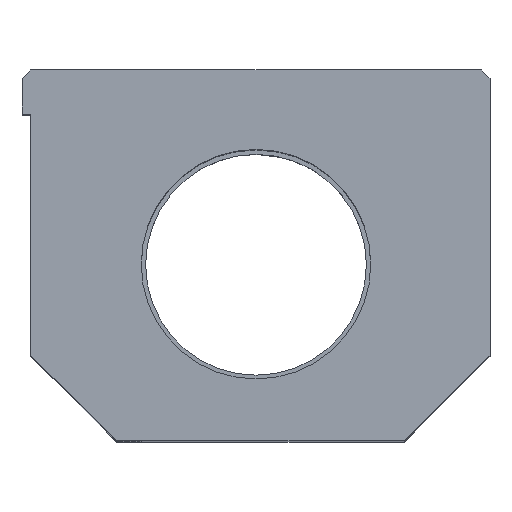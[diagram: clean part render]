
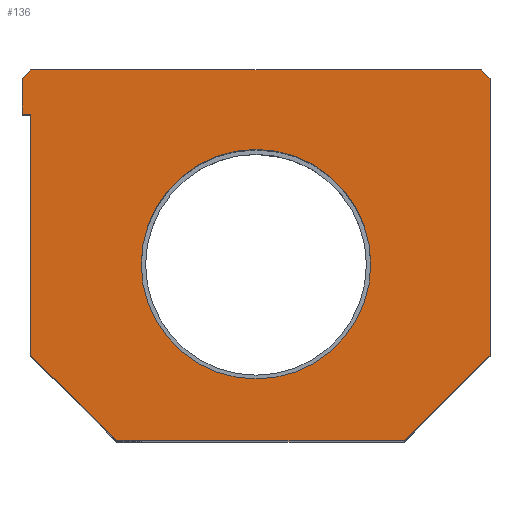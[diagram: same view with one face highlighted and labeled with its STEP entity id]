
A CAD part, top view. The second image highlights one B-rep face of the part: STEP entity #136.
In plain terms, the highlighted planar face has unit normal (0, 0, 1).
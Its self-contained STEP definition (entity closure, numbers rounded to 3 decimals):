
#136 = ADVANCED_FACE( '', ( #276, #277 ), #278, .T. );
#276 = FACE_BOUND( '', #419, .T. );
#277 = FACE_OUTER_BOUND( '', #420, .T. );
#278 = PLANE( '', #421 );
#419 = EDGE_LOOP( '', ( #884, #885 ) );
#420 = EDGE_LOOP( '', ( #886, #887, #888, #889, #890, #891, #892, #893, #894, #895 ) );
#421 = AXIS2_PLACEMENT_3D( '', #896, #897, #898 );
#884 = ORIENTED_EDGE( '', *, *, #1045, .T. );
#885 = ORIENTED_EDGE( '', *, *, #915, .T. );
#886 = ORIENTED_EDGE( '', *, *, #1046, .F. );
#887 = ORIENTED_EDGE( '', *, *, #1062, .F. );
#888 = ORIENTED_EDGE( '', *, *, #1059, .F. );
#889 = ORIENTED_EDGE( '', *, *, #1026, .F. );
#890 = ORIENTED_EDGE( '', *, *, #1031, .F. );
#891 = ORIENTED_EDGE( '', *, *, #1055, .F. );
#892 = ORIENTED_EDGE( '', *, *, #1020, .F. );
#893 = ORIENTED_EDGE( '', *, *, #1024, .F. );
#894 = ORIENTED_EDGE( '', *, *, #1053, .F. );
#895 = ORIENTED_EDGE( '', *, *, #1050, .F. );
#896 = CARTESIAN_POINT( '', ( 0., 0., 84. ) );
#897 = DIRECTION( '', ( 0., 0., 1. ) );
#898 = DIRECTION( '', ( 1., 0., 0. ) );
#915 = EDGE_CURVE( '', #1067, #1064, #1068, .T. );
#1020 = EDGE_CURVE( '', #1249, #1251, #1252, .T. );
#1024 = EDGE_CURVE( '', #1256, #1249, #1258, .T. );
#1026 = EDGE_CURVE( '', #1259, #1261, #1262, .T. );
#1031 = EDGE_CURVE( '', #1268, #1259, #1270, .T. );
#1045 = EDGE_CURVE( '', #1064, #1067, #1284, .T. );
#1046 = EDGE_CURVE( '', #1285, #1286, #1287, .T. );
#1050 = EDGE_CURVE( '', #1286, #1293, #1294, .T. );
#1053 = EDGE_CURVE( '', #1293, #1256, #1298, .T. );
#1055 = EDGE_CURVE( '', #1251, #1268, #1300, .T. );
#1059 = EDGE_CURVE( '', #1261, #1305, #1306, .T. );
#1062 = EDGE_CURVE( '', #1305, #1285, #1310, .T. );
#1064 = VERTEX_POINT( '', #1312 );
#1067 = VERTEX_POINT( '', #1316 );
#1068 = CIRCLE( '', #1317, 13. );
#1249 = VERTEX_POINT( '', #1616 );
#1251 = VERTEX_POINT( '', #1619 );
#1252 = LINE( '', #1620, #1621 );
#1256 = VERTEX_POINT( '', #1627 );
#1258 = LINE( '', #1630, #1631 );
#1259 = VERTEX_POINT( '', #1632 );
#1261 = VERTEX_POINT( '', #1635 );
#1262 = LINE( '', #1636, #1637 );
#1268 = VERTEX_POINT( '', #1646 );
#1270 = LINE( '', #1649, #1650 );
#1284 = CIRCLE( '', #1664, 13. );
#1285 = VERTEX_POINT( '', #1665 );
#1286 = VERTEX_POINT( '', #1666 );
#1287 = LINE( '', #1667, #1668 );
#1293 = VERTEX_POINT( '', #1677 );
#1294 = LINE( '', #1678, #1679 );
#1298 = LINE( '', #1685, #1686 );
#1300 = LINE( '', #1689, #1690 );
#1305 = VERTEX_POINT( '', #1698 );
#1306 = LINE( '', #1699, #1700 );
#1310 = LINE( '', #1706, #1707 );
#1312 = CARTESIAN_POINT( '', ( 0., 33., 84. ) );
#1316 = CARTESIAN_POINT( '', ( 0., 7., 84. ) );
#1317 = AXIS2_PLACEMENT_3D( '', #1711, #1712, #1713 );
#1616 = CARTESIAN_POINT( '', ( 26.5, 9.7, 84. ) );
#1619 = CARTESIAN_POINT( '', ( 16.8, 0., 84. ) );
#1620 = CARTESIAN_POINT( '', ( 16.8, 0., 84. ) );
#1621 = VECTOR( '', #1914, 1. );
#1627 = CARTESIAN_POINT( '', ( 26.5, 41., 84. ) );
#1630 = CARTESIAN_POINT( '', ( 26.5, 9.7, 84. ) );
#1631 = VECTOR( '', #1918, 1. );
#1632 = CARTESIAN_POINT( '', ( -25.5, 9.7, 84. ) );
#1635 = CARTESIAN_POINT( '', ( -25.5, 37., 84. ) );
#1636 = CARTESIAN_POINT( '', ( -25.5, 37., 84. ) );
#1637 = VECTOR( '', #1920, 1. );
#1646 = CARTESIAN_POINT( '', ( -15.8, 0., 84. ) );
#1649 = CARTESIAN_POINT( '', ( -25.5, 9.7, 84. ) );
#1650 = VECTOR( '', #1925, 1. );
#1664 = AXIS2_PLACEMENT_3D( '', #1965, #1966, #1967 );
#1665 = CARTESIAN_POINT( '', ( -26.5, 41., 84. ) );
#1666 = CARTESIAN_POINT( '', ( -25.5, 42., 84. ) );
#1667 = CARTESIAN_POINT( '', ( -25.5, 42., 84. ) );
#1668 = VECTOR( '', #1968, 1. );
#1677 = CARTESIAN_POINT( '', ( 25.5, 42., 84. ) );
#1678 = CARTESIAN_POINT( '', ( 25.5, 42., 84. ) );
#1679 = VECTOR( '', #1972, 1. );
#1685 = CARTESIAN_POINT( '', ( 26.5, 41., 84. ) );
#1686 = VECTOR( '', #1975, 1. );
#1689 = CARTESIAN_POINT( '', ( -15.8, 0., 84. ) );
#1690 = VECTOR( '', #1977, 1. );
#1698 = CARTESIAN_POINT( '', ( -26.5, 37., 84. ) );
#1699 = CARTESIAN_POINT( '', ( -26.5, 37., 84. ) );
#1700 = VECTOR( '', #1981, 1. );
#1706 = CARTESIAN_POINT( '', ( -26.5, 41., 84. ) );
#1707 = VECTOR( '', #1984, 1. );
#1711 = CARTESIAN_POINT( '', ( 0., 20., 84. ) );
#1712 = DIRECTION( '', ( 0., 0., -1. ) );
#1713 = DIRECTION( '', ( 0., 1., 0. ) );
#1914 = DIRECTION( '', ( -0.707, -0.707, 0. ) );
#1918 = DIRECTION( '', ( 0., -1., 0. ) );
#1920 = DIRECTION( '', ( 0., 1., 0. ) );
#1925 = DIRECTION( '', ( -0.707, 0.707, 0. ) );
#1965 = CARTESIAN_POINT( '', ( 0., 20., 84. ) );
#1966 = DIRECTION( '', ( 0., 0., -1. ) );
#1967 = DIRECTION( '', ( 0., 1., 0. ) );
#1968 = DIRECTION( '', ( 0.707, 0.707, 0. ) );
#1972 = DIRECTION( '', ( 1., 0., 0. ) );
#1975 = DIRECTION( '', ( 0.707, -0.707, 0. ) );
#1977 = DIRECTION( '', ( -1., 0., 0. ) );
#1981 = DIRECTION( '', ( -1., 0., 0. ) );
#1984 = DIRECTION( '', ( 0., 1., 0. ) );
